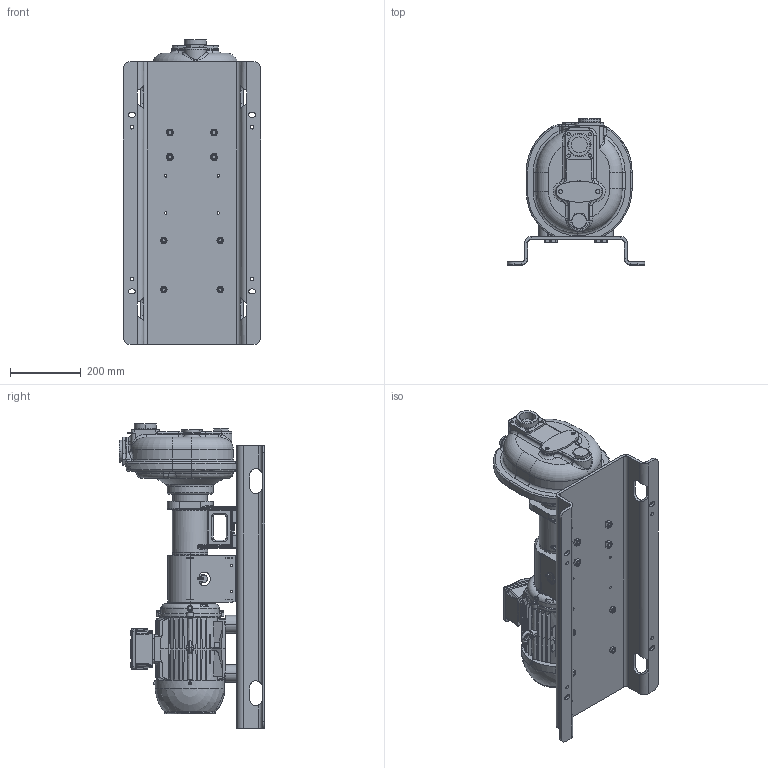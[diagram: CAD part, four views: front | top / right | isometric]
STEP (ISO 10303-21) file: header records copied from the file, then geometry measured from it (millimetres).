
FILE_DESCRIPTION((''),'2;1');
FILE_NAME('S_46_K_SIT','2017-11-27T16:19:11',('Nicola'),(''),'CREO PARAMETRIC BY PTC INC, 2017110','CREO PARAMETRIC BY PTC INC, 2017110','');
FILE_SCHEMA(('CONFIG_CONTROL_DESIGN'));
Products named in the file (1): S_46_K_SIT
Bounding box: 390 x 413 x 863 mm (x, y, z)
Volume: 22927438.2 mm3; surface area: 1923806.1 mm2
Topology: 1 solids, 1 shells, 3183 faces, 8319 edges, 5276 vertices
Faces by surface type: plane 1884, cylinder 612, cone 362, torus 168, bspline 128, sphere 25, extrusion 4
Entity records: 134284 total; most frequent: CARTESIAN_POINT 57562, ORIENTED_EDGE 16630, DIRECTION 14910, EDGE_CURVE 8315, VERTEX_POINT 5276, AXIS2_PLACEMENT_3D 5072, VECTOR 4766, LINE 4762
